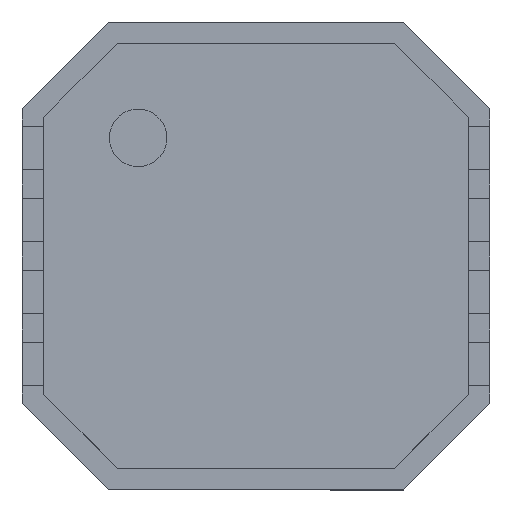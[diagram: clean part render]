
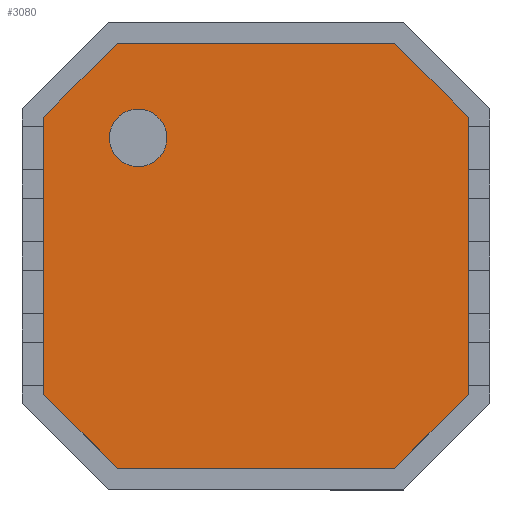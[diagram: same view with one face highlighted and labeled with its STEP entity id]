
A CAD part, top view. The second image highlights one B-rep face of the part: STEP entity #3080.
In plain terms, the highlighted planar face has unit normal (0, 0, 1).
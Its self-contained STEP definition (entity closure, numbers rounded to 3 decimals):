
#2744=CARTESIAN_POINT('',(-0.619,0.819,0.9));
#2745=VERTEX_POINT('',#2744);
#2761=CARTESIAN_POINT('',(-1.019,0.819,0.9));
#2762=VERTEX_POINT('',#2761);
#2769=CARTESIAN_POINT('',(-0.819,0.819,0.9));
#2770=DIRECTION('',(0.0,0.0,-1.0));
#2771=DIRECTION('',(1.0,0.0,0.0));
#2772=AXIS2_PLACEMENT_3D('',#2769,#2770,#2771);
#2773=CIRCLE('',#2772,0.2);
#2774=EDGE_CURVE('',#2745,#2762,#2773,.T.);
#2785=CARTESIAN_POINT('',(-0.819,0.819,0.9));
#2786=DIRECTION('',(0.0,0.0,-1.0));
#2787=DIRECTION('',(1.0,0.0,0.0));
#2788=AXIS2_PLACEMENT_3D('',#2785,#2786,#2787);
#2789=CIRCLE('',#2788,0.2);
#2790=EDGE_CURVE('',#2762,#2745,#2789,.T.);
#2818=CARTESIAN_POINT('',(1.475,-0.963,0.9));
#2819=VERTEX_POINT('',#2818);
#2820=CARTESIAN_POINT('',(0.963,-1.475,0.9));
#2821=VERTEX_POINT('',#2820);
#2822=CARTESIAN_POINT('',(1.475,-0.963,0.9));
#2823=DIRECTION('',(-0.707,-0.707,0.0));
#2824=VECTOR('',#2823,0.724);
#2825=LINE('',#2822,#2824);
#2826=EDGE_CURVE('',#2819,#2821,#2825,.T.);
#2858=CARTESIAN_POINT('',(-0.963,-1.475,0.9));
#2859=VERTEX_POINT('',#2858);
#2860=CARTESIAN_POINT('',(0.963,-1.475,0.9));
#2861=DIRECTION('',(-1.0,0.0,0.0));
#2862=VECTOR('',#2861,1.926);
#2863=LINE('',#2860,#2862);
#2864=EDGE_CURVE('',#2821,#2859,#2863,.T.);
#2889=CARTESIAN_POINT('',(-1.475,-0.963,0.9));
#2890=VERTEX_POINT('',#2889);
#2891=CARTESIAN_POINT('',(-0.963,-1.475,0.9));
#2892=DIRECTION('',(-0.707,0.707,0.0));
#2893=VECTOR('',#2892,0.724);
#2894=LINE('',#2891,#2893);
#2895=EDGE_CURVE('',#2859,#2890,#2894,.T.);
#2920=CARTESIAN_POINT('',(-1.475,0.963,0.9));
#2921=VERTEX_POINT('',#2920);
#2922=CARTESIAN_POINT('',(-1.475,-0.963,0.9));
#2923=DIRECTION('',(0.0,1.0,0.0));
#2924=VECTOR('',#2923,1.926);
#2925=LINE('',#2922,#2924);
#2926=EDGE_CURVE('',#2890,#2921,#2925,.T.);
#2951=CARTESIAN_POINT('',(-0.963,1.475,0.9));
#2952=VERTEX_POINT('',#2951);
#2953=CARTESIAN_POINT('',(-1.475,0.963,0.9));
#2954=DIRECTION('',(0.707,0.707,0.0));
#2955=VECTOR('',#2954,0.724);
#2956=LINE('',#2953,#2955);
#2957=EDGE_CURVE('',#2921,#2952,#2956,.T.);
#2982=CARTESIAN_POINT('',(0.963,1.475,0.9));
#2983=VERTEX_POINT('',#2982);
#2984=CARTESIAN_POINT('',(-0.963,1.475,0.9));
#2985=DIRECTION('',(1.0,0.0,0.0));
#2986=VECTOR('',#2985,1.926);
#2987=LINE('',#2984,#2986);
#2988=EDGE_CURVE('',#2952,#2983,#2987,.T.);
#3013=CARTESIAN_POINT('',(1.475,0.963,0.9));
#3014=VERTEX_POINT('',#3013);
#3015=CARTESIAN_POINT('',(0.963,1.475,0.9));
#3016=DIRECTION('',(0.707,-0.707,0.0));
#3017=VECTOR('',#3016,0.724);
#3018=LINE('',#3015,#3017);
#3019=EDGE_CURVE('',#2983,#3014,#3018,.T.);
#3044=CARTESIAN_POINT('',(1.475,0.963,0.9));
#3045=DIRECTION('',(0.0,-1.0,0.0));
#3046=VECTOR('',#3045,1.926);
#3047=LINE('',#3044,#3046);
#3048=EDGE_CURVE('',#3014,#2819,#3047,.T.);
#3061=CARTESIAN_POINT('',(0.,0.,0.9));
#3062=DIRECTION('',(0.0,0.0,1.0));
#3063=DIRECTION('',(1.0,0.0,0.0));
#3064=AXIS2_PLACEMENT_3D('',#3061,#3062,#3063);
#3065=PLANE('',#3064);
#3066=ORIENTED_EDGE('',*,*,#2826,.F.);
#3067=ORIENTED_EDGE('',*,*,#3048,.F.);
#3068=ORIENTED_EDGE('',*,*,#3019,.F.);
#3069=ORIENTED_EDGE('',*,*,#2988,.F.);
#3070=ORIENTED_EDGE('',*,*,#2957,.F.);
#3071=ORIENTED_EDGE('',*,*,#2926,.F.);
#3072=ORIENTED_EDGE('',*,*,#2895,.F.);
#3073=ORIENTED_EDGE('',*,*,#2864,.F.);
#3074=EDGE_LOOP('',(#3066,#3067,#3068,#3069,#3070,#3071,#3072,#3073));
#3075=FACE_OUTER_BOUND('',#3074,.T.);
#3076=ORIENTED_EDGE('',*,*,#2774,.T.);
#3077=ORIENTED_EDGE('',*,*,#2790,.T.);
#3078=EDGE_LOOP('',(#3076,#3077));
#3079=FACE_BOUND('',#3078,.T.);
#3080=ADVANCED_FACE('',(#3075,#3079),#3065,.T.);
